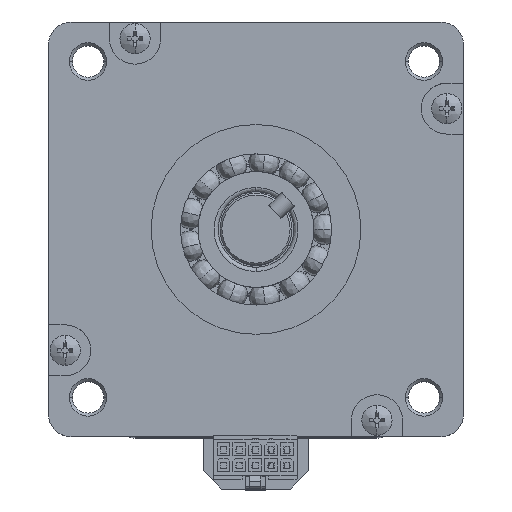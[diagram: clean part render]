
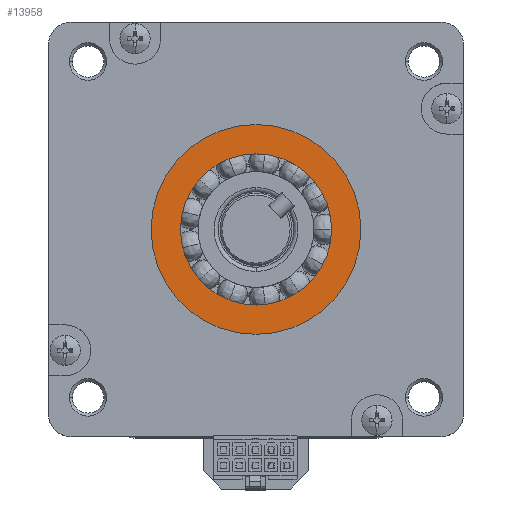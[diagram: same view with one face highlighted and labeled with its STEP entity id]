
A CAD part, top view. The second image highlights one B-rep face of the part: STEP entity #13958.
In plain terms, the highlighted planar face has unit normal (0, 0, 1).
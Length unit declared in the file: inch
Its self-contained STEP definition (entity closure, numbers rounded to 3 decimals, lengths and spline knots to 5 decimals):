
#1266 = DIRECTION ( 'NONE',  ( 1., 0., 0. ) ) ;
#4202 = PLANE ( 'NONE',  #27994 ) ;
#4843 = CIRCLE ( 'NONE', #33661, 0.7874 ) ;
#6766 = DIRECTION ( 'NONE',  ( 1., 0., 0. ) ) ;
#6819 = DIRECTION ( 'NONE',  ( -1., 0., 0. ) ) ;
#7084 = DIRECTION ( 'NONE',  ( 0., 0., -1. ) ) ;
#7975 = VERTEX_POINT ( 'NONE', #50995 ) ;
#8012 = CARTESIAN_POINT ( 'NONE',  ( 1.09291, 0., 0.06299 ) ) ;
#8107 = DIRECTION ( 'NONE',  ( 1., 0., 0. ) ) ;
#9325 = CARTESIAN_POINT ( 'NONE',  ( 0.7874, 0., 0.06299 ) ) ;
#9977 = DIRECTION ( 'NONE',  ( 0., 0., -1. ) ) ;
#10798 = DIRECTION ( 'NONE',  ( -1., 0., 0. ) ) ;
#10833 = EDGE_LOOP ( 'NONE', ( #40797, #21795 ) ) ;
#12385 = EDGE_LOOP ( 'NONE', ( #52373, #50075 ) ) ;
#13958 = ADVANCED_FACE ( 'NONE', ( #37598, #26427 ), #4202, .T. ) ;
#18872 = CIRCLE ( 'NONE', #45701, 1.09291 ) ;
#21795 = ORIENTED_EDGE ( 'NONE', *, *, #29269, .T. ) ;
#22839 = CIRCLE ( 'NONE', #52268, 1.09291 ) ;
#25588 = EDGE_CURVE ( 'NONE', #47577, #46074, #18872, .T. ) ;
#26427 = FACE_OUTER_BOUND ( 'NONE', #12385, .T. ) ;
#27994 = AXIS2_PLACEMENT_3D ( 'NONE', #54579, #29187, #8107 ) ;
#28017 = DIRECTION ( 'NONE',  ( 0., 0., -1. ) ) ;
#29187 = DIRECTION ( 'NONE',  ( 0., 0., 1. ) ) ;
#29269 = EDGE_CURVE ( 'NONE', #7975, #34693, #48209, .T. ) ;
#29726 = AXIS2_PLACEMENT_3D ( 'NONE', #32286, #28017, #6766 ) ;
#32286 = CARTESIAN_POINT ( 'NONE',  ( 0., 0., 0.06299 ) ) ;
#32425 = CARTESIAN_POINT ( 'NONE',  ( 0., 0., 0.06299 ) ) ;
#33661 = AXIS2_PLACEMENT_3D ( 'NONE', #43177, #9977, #1266 ) ;
#34451 = CARTESIAN_POINT ( 'NONE',  ( -1.09291, 0., 0.06299 ) ) ;
#34693 = VERTEX_POINT ( 'NONE', #9325 ) ;
#37598 = FACE_BOUND ( 'NONE', #10833, .T. ) ;
#40797 = ORIENTED_EDGE ( 'NONE', *, *, #45937, .T. ) ;
#43177 = CARTESIAN_POINT ( 'NONE',  ( 0., 0., 0.06299 ) ) ;
#44077 = CARTESIAN_POINT ( 'NONE',  ( 0., 0., 0.06299 ) ) ;
#44649 = DIRECTION ( 'NONE',  ( 0., 0., -1. ) ) ;
#45701 = AXIS2_PLACEMENT_3D ( 'NONE', #44077, #44649, #6819 ) ;
#45937 = EDGE_CURVE ( 'NONE', #34693, #7975, #4843, .T. ) ;
#46074 = VERTEX_POINT ( 'NONE', #8012 ) ;
#47577 = VERTEX_POINT ( 'NONE', #34451 ) ;
#48209 = CIRCLE ( 'NONE', #29726, 0.7874 ) ;
#49802 = EDGE_CURVE ( 'NONE', #46074, #47577, #22839, .T. ) ;
#50075 = ORIENTED_EDGE ( 'NONE', *, *, #49802, .F. ) ;
#50995 = CARTESIAN_POINT ( 'NONE',  ( -0.7874, 0., 0.06299 ) ) ;
#52268 = AXIS2_PLACEMENT_3D ( 'NONE', #32425, #7084, #10798 ) ;
#52373 = ORIENTED_EDGE ( 'NONE', *, *, #25588, .F. ) ;
#54579 = CARTESIAN_POINT ( 'NONE',  ( 0., 0., 0.06299 ) ) ;
